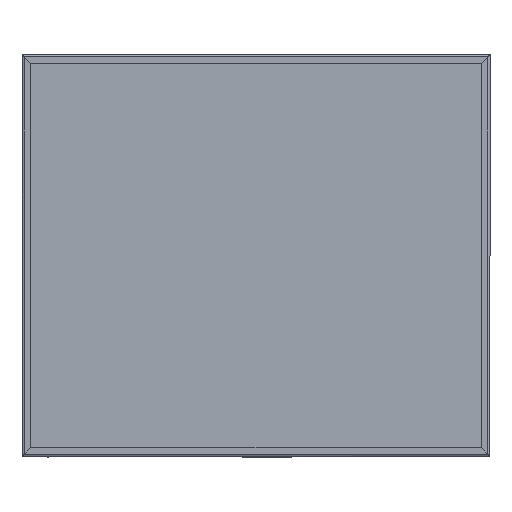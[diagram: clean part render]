
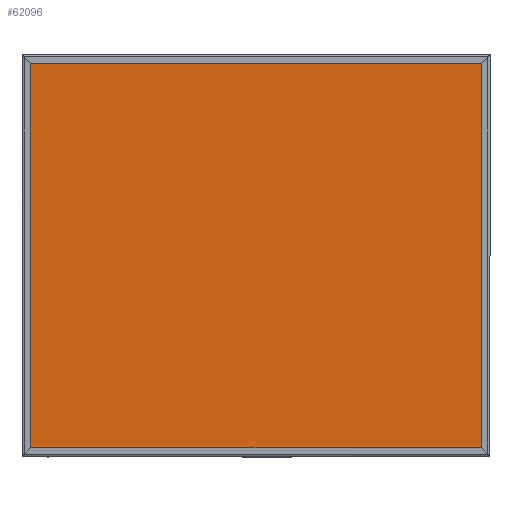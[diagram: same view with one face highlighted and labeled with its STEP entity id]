
A CAD part, top view. The second image highlights one B-rep face of the part: STEP entity #62096.
In plain terms, the highlighted face is planar.
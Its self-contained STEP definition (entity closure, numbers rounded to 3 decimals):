
#61964=CARTESIAN_POINT('',(1030.,-880.,0.0));
#61965=VERTEX_POINT('',#61964);
#61972=CARTESIAN_POINT('',(1030.0,880.,0.0));
#61973=VERTEX_POINT('',#61972);
#61974=CARTESIAN_POINT('',(1030.0,880.,0.0));
#61975=DIRECTION('',(0.0,-1.0,0.0));
#61976=VECTOR('',#61975,1760.);
#61977=LINE('',#61974,#61976);
#61978=EDGE_CURVE('',#61973,#61965,#61977,.T.);
#62002=CARTESIAN_POINT('',(-1030.,-880.,0.0));
#62003=VERTEX_POINT('',#62002);
#62010=CARTESIAN_POINT('',(1030.,-880.,0.0));
#62011=DIRECTION('',(-1.0,0.0,0.0));
#62012=VECTOR('',#62011,2060.);
#62013=LINE('',#62010,#62012);
#62014=EDGE_CURVE('',#61965,#62003,#62013,.T.);
#62033=CARTESIAN_POINT('',(-1030.0,880.,0.0));
#62034=VERTEX_POINT('',#62033);
#62041=CARTESIAN_POINT('',(-1030.,-880.,0.0));
#62042=DIRECTION('',(0.0,1.0,0.0));
#62043=VECTOR('',#62042,1760.);
#62044=LINE('',#62041,#62043);
#62045=EDGE_CURVE('',#62003,#62034,#62044,.T.);
#62063=CARTESIAN_POINT('',(-1030.0,880.,0.0));
#62064=DIRECTION('',(1.0,0.0,0.0));
#62065=VECTOR('',#62064,2060.0);
#62066=LINE('',#62063,#62065);
#62067=EDGE_CURVE('',#62034,#61973,#62066,.T.);
#62085=CARTESIAN_POINT('',(0.0,0.,0.0));
#62086=DIRECTION('',(0.0,0.0,1.0));
#62087=DIRECTION('',(1.0,0.0,0.0));
#62088=AXIS2_PLACEMENT_3D('',#62085,#62086,#62087);
#62089=PLANE('',#62088);
#62090=ORIENTED_EDGE('',*,*,#62067,.T.);
#62091=ORIENTED_EDGE('',*,*,#61978,.T.);
#62092=ORIENTED_EDGE('',*,*,#62014,.T.);
#62093=ORIENTED_EDGE('',*,*,#62045,.T.);
#62094=EDGE_LOOP('',(#62090,#62091,#62092,#62093));
#62095=FACE_OUTER_BOUND('',#62094,.T.);
#62096=ADVANCED_FACE('',(#62095),#62089,.F.);
